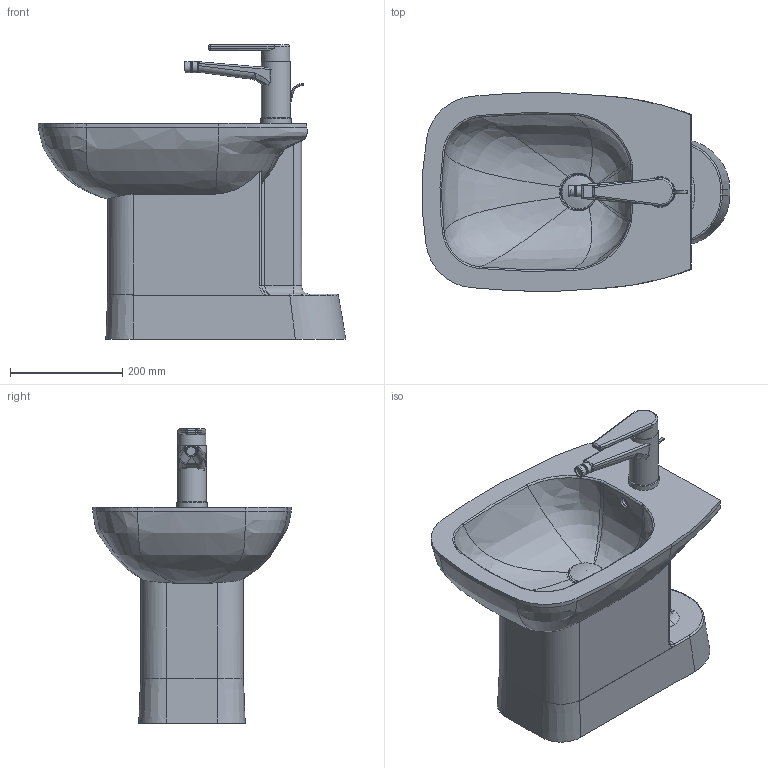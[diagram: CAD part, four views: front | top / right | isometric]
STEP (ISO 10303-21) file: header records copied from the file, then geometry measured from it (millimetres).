
FILE_DESCRIPTION((''),'2;1');
FILE_NAME('223710.stp','2009-07-08T18:35:34',('Andreas'),(''),'Autodesk Inventor 2009','Autodesk Inventor 2009','');
FILE_SCHEMA(('AUTOMOTIVE_DESIGN { 1 0 10303 214 1 1 1 1 }'));
Length unit declared in the file: millimetre
Products named in the file (11): 223710; Baterrie_Bidet; hebel1; Hebel2; hebel4; Neoperl; Halter2starck1; Kugel; Kelch; Stopfen
Assembly tree (10 placements, depth 3):
  223710
    223710
    Baterrie_Bidet
      hebel1
      Hebel2
      hebel4
      Neoperl
      Halter2starck1
      Kugel
    Kelch
    Stopfen
Bounding box: 548.93 x 354.04 x 525 mm (x, y, z)
Volume: 14522626.7 mm3; surface area: 1055063.1 mm2
Topology: 9 solids, 9 shells, 235 faces, 568 edges, 343 vertices
Faces by surface type: cylinder 84, plane 67, bspline 56, torus 15, sphere 7, cone 6
Full cylindrical faces by diameter (mm): 15 x1, 16 x1, 18 x1, 20 x2, 35 x1, 42 x1, 44 x1, 50 x1, 52 x2, 55 x1, 60 x1, 75 x1
Entity records: 14843 total; most frequent: CARTESIAN_POINT 9486, ORIENTED_EDGE 1048, DIRECTION 1025, EDGE_CURVE 524, AXIS2_PLACEMENT_3D 421, VERTEX_POINT 335, EDGE_LOOP 267, FACE_OUTER_BOUND 235
